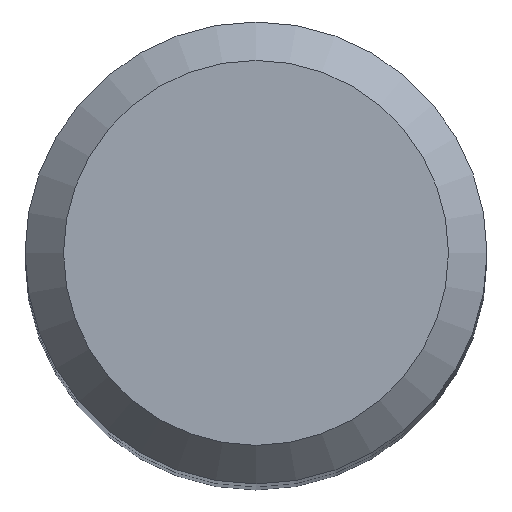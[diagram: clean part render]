
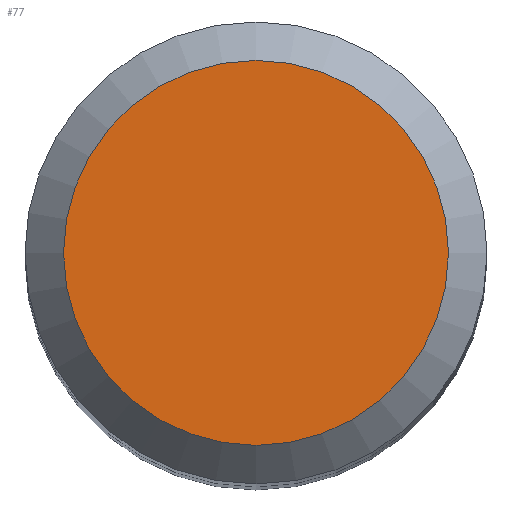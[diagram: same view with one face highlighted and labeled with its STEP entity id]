
A CAD part, top view. The second image highlights one B-rep face of the part: STEP entity #77.
In plain terms, the highlighted planar face has unit normal (0, 0, 1).
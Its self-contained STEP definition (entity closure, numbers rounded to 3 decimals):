
#77=ADVANCED_FACE('',(#90),#84,.T.);
#84=PLANE('',#189);
#90=FACE_OUTER_BOUND('',#102,.T.);
#102=EDGE_LOOP('',(#118));
#118=ORIENTED_EDGE('',*,*,#137,.T.);
#129=VERTEX_POINT('',#263);
#137=EDGE_CURVE('',#129,#129,#145,.T.);
#145=CIRCLE('',#188,5.);
#188=AXIS2_PLACEMENT_3D('',#262,#227,#228);
#189=AXIS2_PLACEMENT_3D('',#264,#229,#230);
#227=DIRECTION('',(0.,0.,1.));
#228=DIRECTION('',(1.,0.,0.));
#229=DIRECTION('',(0.,0.,1.));
#230=DIRECTION('',(-1.,0.,0.));
#262=CARTESIAN_POINT('',(0.,0.,45.));
#263=CARTESIAN_POINT('',(5.,0.,45.));
#264=CARTESIAN_POINT('',(0.,0.,45.));
